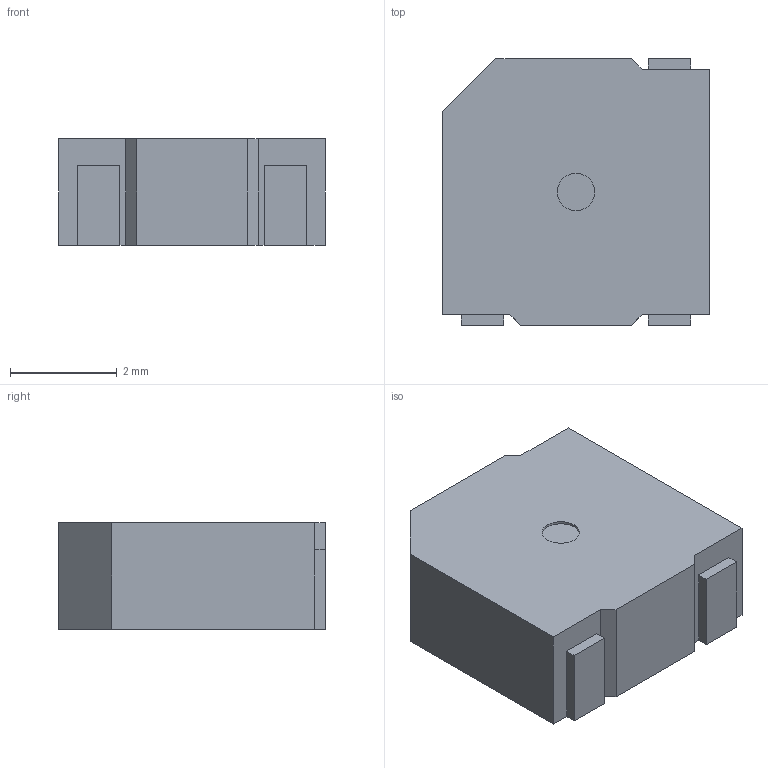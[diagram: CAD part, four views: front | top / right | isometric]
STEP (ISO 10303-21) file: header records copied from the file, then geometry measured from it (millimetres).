
FILE_DESCRIPTION (( 'STEP AP214' ), '1' );
FILE_NAME ('User Library-LET5020CS-03L-4.0-12-R Buzzer.STEP', '2017-02-08T16:33:00', ( 'Windows User' ), ( '' ), 'SwSTEP 2.0', 'SolidWorks 2017', '' );
FILE_SCHEMA (( 'AUTOMOTIVE_DESIGN' ));
Length unit declared in the file: millimetre
Products named in the file (1): User Library-LET5020CS-03L-4.0-12-R Buzzer
Bounding box: 5 x 5 x 2 mm (x, y, z)
Volume: 48 mm3; surface area: 99.3 mm2
Topology: 4 solids, 4 shells, 61 faces, 147 edges, 98 vertices
Faces by surface type: plane 53, cylinder 8
Entity records: 1818 total; most frequent: CARTESIAN_POINT 307, ORIENTED_EDGE 294, DIRECTION 287, EDGE_CURVE 147, LINE 131, VECTOR 131, VERTEX_POINT 98, AXIS2_PLACEMENT_3D 78
